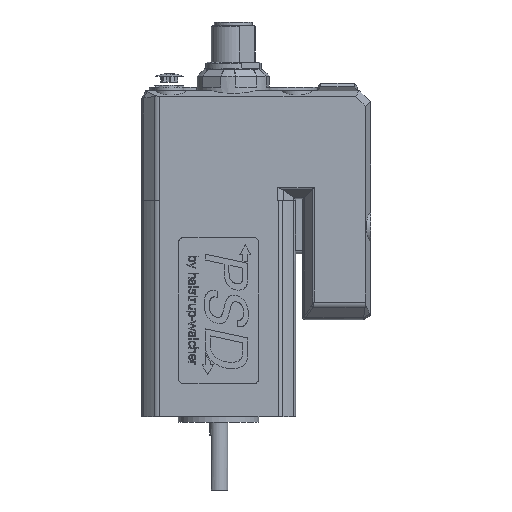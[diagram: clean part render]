
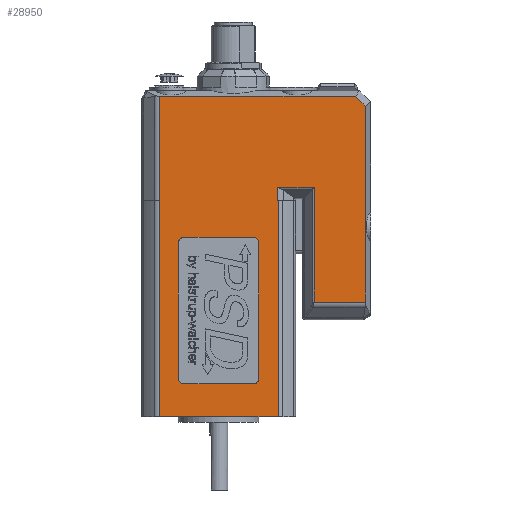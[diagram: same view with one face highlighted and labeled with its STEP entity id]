
A CAD part, left-side view. The second image highlights one B-rep face of the part: STEP entity #28950.
In plain terms, the highlighted planar face has unit normal (-1, 0, 0).
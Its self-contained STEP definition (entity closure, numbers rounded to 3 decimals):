
#665=FACE_BOUND('',#9074,.T.);
#1300=PLANE('',#30395);
#1625=LINE('',#39556,#3909);
#1657=LINE('',#39701,#3941);
#1666=LINE('',#39748,#3950);
#2333=LINE('',#45028,#4617);
#2336=LINE('',#45036,#4620);
#2339=LINE('',#45044,#4623);
#2342=LINE('',#45051,#4626);
#3358=LINE('',#52228,#5642);
#3361=LINE('',#52243,#5645);
#3372=LINE('',#52285,#5656);
#3386=LINE('',#52323,#5670);
#3391=LINE('',#52344,#5675);
#3404=LINE('',#52391,#5688);
#3408=LINE('',#52412,#5692);
#3417=LINE('',#52499,#5701);
#3432=LINE('',#52543,#5716);
#3433=LINE('',#52545,#5717);
#3909=VECTOR('',#31885,10.);
#3941=VECTOR('',#32033,10.);
#3950=VECTOR('',#32070,10.);
#4617=VECTOR('',#33121,10.);
#4620=VECTOR('',#33130,10.);
#4623=VECTOR('',#33139,10.);
#4626=VECTOR('',#33148,10.);
#5642=VECTOR('',#34898,10.);
#5645=VECTOR('',#34907,10.);
#5656=VECTOR('',#34946,10.);
#5670=VECTOR('',#34986,10.);
#5675=VECTOR('',#35003,10.);
#5688=VECTOR('',#35050,1000.);
#5692=VECTOR('',#35072,1000.);
#5701=VECTOR('',#35165,1000.);
#5716=VECTOR('',#35224,1000.);
#5717=VECTOR('',#35227,1000.);
#7465=FACE_OUTER_BOUND('',#9073,.T.);
#9073=EDGE_LOOP('',(#24901,#24902,#24903,#24904,#24905,#24906,#24907,#24908,
#24909,#24910,#24911,#24912,#24913));
#9074=EDGE_LOOP('',(#24914,#24915,#24916,#24917,#24918,#24919,#24920,#24921));
#9537=CIRCLE('',#29891,1.5);
#9538=CIRCLE('',#29894,1.5);
#9539=CIRCLE('',#29897,1.5);
#9540=CIRCLE('',#29900,1.5);
#11561=VERTEX_POINT('',#39553);
#11562=VERTEX_POINT('',#39555);
#11604=VERTEX_POINT('',#39698);
#11605=VERTEX_POINT('',#39700);
#12328=VERTEX_POINT('',#45021);
#12329=VERTEX_POINT('',#45022);
#12330=VERTEX_POINT('',#45027);
#12331=VERTEX_POINT('',#45031);
#12332=VERTEX_POINT('',#45035);
#12333=VERTEX_POINT('',#45039);
#12334=VERTEX_POINT('',#45043);
#12335=VERTEX_POINT('',#45047);
#13386=VERTEX_POINT('',#52219);
#13389=VERTEX_POINT('',#52227);
#13392=VERTEX_POINT('',#52242);
#13403=VERTEX_POINT('',#52282);
#13414=VERTEX_POINT('',#52321);
#13425=VERTEX_POINT('',#52389);
#13433=VERTEX_POINT('',#52411);
#13468=VERTEX_POINT('',#52496);
#13469=VERTEX_POINT('',#52498);
#14462=EDGE_CURVE('',#11561,#11562,#1625,.T.);
#14528=EDGE_CURVE('',#11604,#11605,#1657,.T.);
#14547=EDGE_CURVE('',#11562,#11604,#1666,.T.);
#15612=EDGE_CURVE('',#12328,#12329,#9537,.T.);
#15615=EDGE_CURVE('',#12329,#12330,#2333,.T.);
#15617=EDGE_CURVE('',#12330,#12331,#9538,.T.);
#15619=EDGE_CURVE('',#12331,#12332,#2336,.T.);
#15621=EDGE_CURVE('',#12332,#12333,#9539,.T.);
#15623=EDGE_CURVE('',#12333,#12334,#2339,.T.);
#15625=EDGE_CURVE('',#12334,#12335,#9540,.T.);
#15627=EDGE_CURVE('',#12335,#12328,#2342,.T.);
#17206=EDGE_CURVE('',#13386,#13389,#3358,.T.);
#17211=EDGE_CURVE('',#13389,#13392,#3361,.T.);
#17230=EDGE_CURVE('',#13392,#13403,#3372,.T.);
#17249=EDGE_CURVE('',#13414,#11561,#3386,.T.);
#17257=EDGE_CURVE('',#11605,#13386,#3391,.T.);
#17276=EDGE_CURVE('',#13425,#13414,#3404,.T.);
#17286=EDGE_CURVE('',#13403,#13433,#3408,.T.);
#17329=EDGE_CURVE('',#13469,#13468,#3417,.T.);
#17350=EDGE_CURVE('',#13425,#13469,#3432,.T.);
#17351=EDGE_CURVE('',#13433,#13468,#3433,.T.);
#24901=ORIENTED_EDGE('',*,*,#17351,.F.);
#24902=ORIENTED_EDGE('',*,*,#17286,.F.);
#24903=ORIENTED_EDGE('',*,*,#17230,.F.);
#24904=ORIENTED_EDGE('',*,*,#17211,.F.);
#24905=ORIENTED_EDGE('',*,*,#17206,.F.);
#24906=ORIENTED_EDGE('',*,*,#17257,.F.);
#24907=ORIENTED_EDGE('',*,*,#14528,.F.);
#24908=ORIENTED_EDGE('',*,*,#14547,.F.);
#24909=ORIENTED_EDGE('',*,*,#14462,.F.);
#24910=ORIENTED_EDGE('',*,*,#17249,.F.);
#24911=ORIENTED_EDGE('',*,*,#17276,.F.);
#24912=ORIENTED_EDGE('',*,*,#17350,.T.);
#24913=ORIENTED_EDGE('',*,*,#17329,.T.);
#24914=ORIENTED_EDGE('',*,*,#15612,.T.);
#24915=ORIENTED_EDGE('',*,*,#15615,.T.);
#24916=ORIENTED_EDGE('',*,*,#15617,.T.);
#24917=ORIENTED_EDGE('',*,*,#15619,.T.);
#24918=ORIENTED_EDGE('',*,*,#15621,.T.);
#24919=ORIENTED_EDGE('',*,*,#15623,.T.);
#24920=ORIENTED_EDGE('',*,*,#15625,.T.);
#24921=ORIENTED_EDGE('',*,*,#15627,.T.);
#28950=ADVANCED_FACE('',(#7465,#665),#1300,.F.);
#29891=AXIS2_PLACEMENT_3D('',#45023,#33115,#33116);
#29894=AXIS2_PLACEMENT_3D('',#45032,#33125,#33126);
#29897=AXIS2_PLACEMENT_3D('',#45040,#33134,#33135);
#29900=AXIS2_PLACEMENT_3D('',#45048,#33143,#33144);
#30395=AXIS2_PLACEMENT_3D('',#52544,#35225,#35226);
#31885=DIRECTION('',(0.,-1.,0.));
#32033=DIRECTION('',(0.,0.,-1.));
#32070=DIRECTION('',(0.,-0.707,-0.707));
#33115=DIRECTION('center_axis',(1.,0.,0.));
#33116=DIRECTION('ref_axis',(0.,-1.,0.));
#33121=DIRECTION('',(0.,0.,-1.));
#33125=DIRECTION('center_axis',(1.,0.,0.));
#33126=DIRECTION('ref_axis',(0.,0.,
-1.));
#33130=DIRECTION('',(0.,1.,0.));
#33134=DIRECTION('center_axis',(1.,0.,0.));
#33135=DIRECTION('ref_axis',(0.,1.,0.));
#33139=DIRECTION('',(0.,0.,1.));
#33143=DIRECTION('center_axis',(1.,0.,0.));
#33144=DIRECTION('ref_axis',(0.,0.,
1.));
#33148=DIRECTION('',(0.,-1.,0.));
#34898=DIRECTION('',(0.,0.,1.));
#34907=DIRECTION('',(0.,1.,0.));
#34946=DIRECTION('',(0.,0.,-1.));
#34986=DIRECTION('',(0.,0.,1.));
#35003=DIRECTION('',(0.,1.,0.));
#35050=DIRECTION('',(0.,-1.,0.));
#35072=DIRECTION('',(0.,-1.,0.));
#35165=DIRECTION('',(0.,-1.,0.));
#35224=DIRECTION('',(0.,0.,-1.));
#35225=DIRECTION('center_axis',(1.,0.,0.));
#35226=DIRECTION('ref_axis',(0.,1.,0.));
#35227=DIRECTION('',(0.,0.,-1.));
#39553=CARTESIAN_POINT('',(-21.,16.172,87.544));
#39555=CARTESIAN_POINT('',(-21.,-37.318,87.544));
#39556=CARTESIAN_POINT('',(-21.,-1.166,87.544));
#39698=CARTESIAN_POINT('',(-21.,-40.044,84.818));
#39700=CARTESIAN_POINT('',(-21.,-40.044,31.328));
#39701=CARTESIAN_POINT('',(-21.,-40.044,78.416));
#39748=CARTESIAN_POINT('',(-21.,-37.931,86.931));
#45021=CARTESIAN_POINT('',(-21.,-9.5,49.));
#45022=CARTESIAN_POINT('',(-21.,-11.,47.5));
#45023=CARTESIAN_POINT('Origin',(-21.,-9.5,47.5));
#45027=CARTESIAN_POINT('',(-21.,-11.,10.5));
#45028=CARTESIAN_POINT('',(-21.,-11.,29.9));
#45031=CARTESIAN_POINT('',(-21.,-9.5,9.));
#45032=CARTESIAN_POINT('Origin',(-21.,-9.5,10.5));
#45035=CARTESIAN_POINT('',(-21.,9.5,9.));
#45036=CARTESIAN_POINT('',(-21.,12.874,9.));
#45039=CARTESIAN_POINT('',(-21.,11.,10.5));
#45040=CARTESIAN_POINT('Origin',(-21.,9.5,10.5));
#45043=CARTESIAN_POINT('',(-21.,11.,47.5));
#45044=CARTESIAN_POINT('',(-21.,11.,48.4));
#45047=CARTESIAN_POINT('',(-21.,9.5,49.));
#45048=CARTESIAN_POINT('Origin',(-21.,9.5,47.5));
#45051=CARTESIAN_POINT('',(-21.,3.374,49.));
#52219=CARTESIAN_POINT('',(-21.,-26.061,31.328));
#52227=CARTESIAN_POINT('',(-21.,-26.061,62.561));
#52228=CARTESIAN_POINT('',(-21.,-26.061,52.106));
#52242=CARTESIAN_POINT('',(-21.,-16.172,62.561));
#52243=CARTESIAN_POINT('',(-21.,-15.106,62.561));
#52282=CARTESIAN_POINT('',(-21.,-16.172,59.));
#52285=CARTESIAN_POINT('',(-21.,-16.172,56.606));
#52321=CARTESIAN_POINT('',(-21.,16.172,59.));
#52323=CARTESIAN_POINT('',(-21.,16.172,60.231));
#52344=CARTESIAN_POINT('',(-21.,-19.481,31.328));
#52389=CARTESIAN_POINT('',(-21.,16.248,59.));
#52391=CARTESIAN_POINT('',(-21.,16.248,59.));
#52411=CARTESIAN_POINT('',(-21.,-16.248,59.));
#52412=CARTESIAN_POINT('',(-21.,16.248,59.));
#52496=CARTESIAN_POINT('',(-21.,-16.248,0.));
#52498=CARTESIAN_POINT('',(-21.,16.248,0.));
#52499=CARTESIAN_POINT('',(-21.,16.248,0.));
#52543=CARTESIAN_POINT('',(-21.,16.248,49.3));
#52544=CARTESIAN_POINT('Origin',(-21.,16.248,49.3));
#52545=CARTESIAN_POINT('',(-21.,-16.248,49.3));
